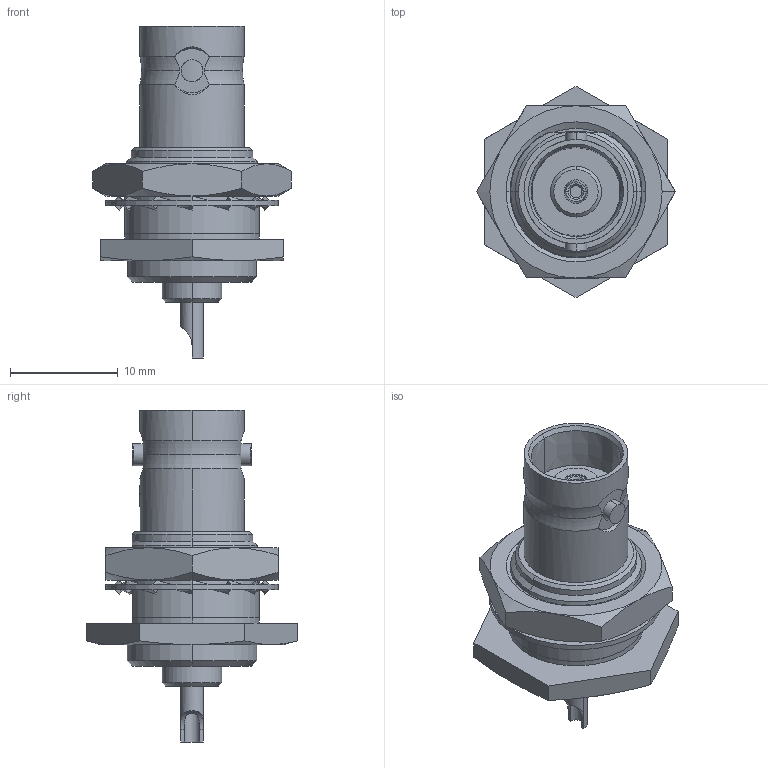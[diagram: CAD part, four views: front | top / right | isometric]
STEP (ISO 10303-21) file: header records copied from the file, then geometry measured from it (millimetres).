
FILE_DESCRIPTION (( 'STEP AP214' ), '1' );
FILE_NAME ('J01001A1225.STEP', '2012-05-15T14:53:33', ( 'markiewicz' ), ( '' ), 'SwSTEP 2.0', 'SolidWorks 2012', '' );
FILE_SCHEMA (( 'AUTOMOTIVE_DESIGN' ));
Length unit declared in the file: millimetre
Products named in the file (1): J01001A1225
Bounding box: 18.48 x 19.63 x 30.85 mm (x, y, z)
Volume: 2696.6 mm3; surface area: 2023.2 mm2
Topology: 2 solids, 2 shells, 240 faces, 597 edges, 378 vertices
Faces by surface type: plane 90, cone 64, cylinder 44, bspline 36, torus 6
Entity records: 10541 total; most frequent: CARTESIAN_POINT 2527, ORIENTED_EDGE 1190, DIRECTION 989, EDGE_CURVE 595, VERTEX_POINT 378, AXIS2_PLACEMENT_3D 362, LINE 265, VECTOR 265
